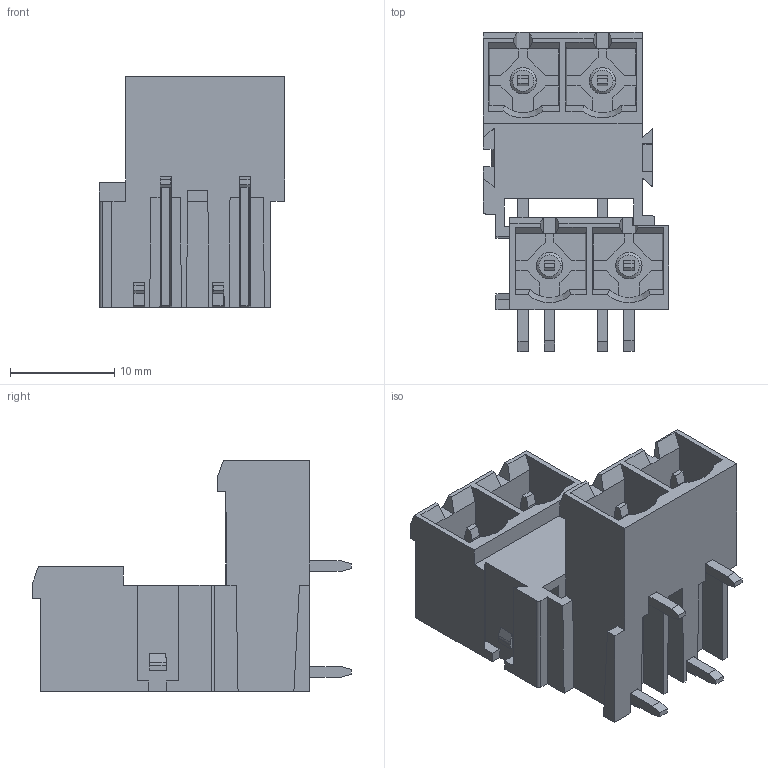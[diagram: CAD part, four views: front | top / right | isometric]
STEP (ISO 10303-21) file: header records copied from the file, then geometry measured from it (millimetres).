
FILE_DESCRIPTION (( 'STEP AP203' ), '1' );
FILE_NAME ('SOKETLI BASKILI DEVRE KLEMENSI - 7,62 MM KATLI ERKEK 90 - 2 LI.STEP', '2018-09-24T13:02:35', ( 'user' ), ( '' ), 'SwSTEP 2.0', 'SolidWorks 2016', '' );
FILE_SCHEMA (( 'CONFIG_CONTROL_DESIGN' ));
Length unit declared in the file: millimetre
Products named in the file (1): SOKETLI BASKILI DEVRE KLEMENSI  - 7,62 MM KATLI ERKEK 90 - 2 LI
Bounding box: 17.78 x 30.63 x 22.16 mm (x, y, z)
Volume: 2359.4 mm3; surface area: 5612 mm2
Topology: 1 solids, 1 shells, 413 faces, 1178 edges, 771 vertices
Faces by surface type: plane 374, cylinder 23, cone 16
Entity records: 13285 total; most frequent: CARTESIAN_POINT 2405, ORIENTED_EDGE 2356, DIRECTION 2060, EDGE_CURVE 1178, VECTOR 1096, LINE 1096, VERTEX_POINT 771, AXIS2_PLACEMENT_3D 482
